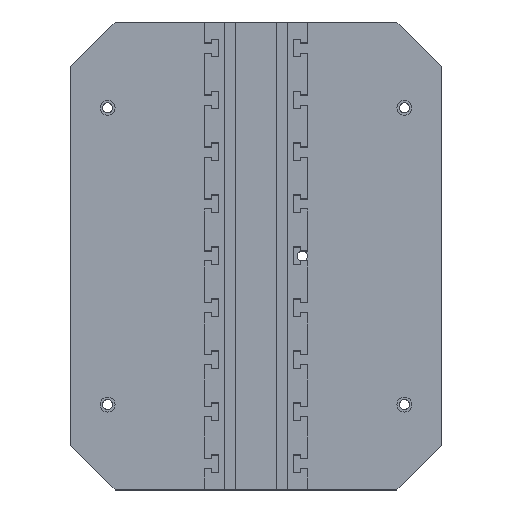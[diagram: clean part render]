
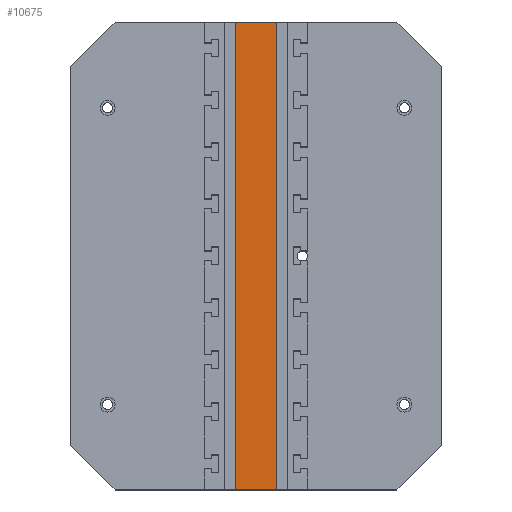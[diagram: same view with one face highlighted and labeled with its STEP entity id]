
A CAD part, top view. The second image highlights one B-rep face of the part: STEP entity #10675.
In plain terms, the highlighted planar face has unit normal (0, 0, 1).
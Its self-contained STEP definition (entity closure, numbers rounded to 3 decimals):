
#7527=EDGE_CURVE('',#13999,#13667,#20379,.T.);
#10227=VERTEX_POINT('',#23334);
#10675=ADVANCED_FACE('',(#23879),#23880,.T.);
#12177=EDGE_CURVE('',#13999,#13789,#25528,.T.);
#12969=EDGE_CURVE('',#10227,#13667,#26406,.T.);
#13667=VERTEX_POINT('',#27198);
#13789=VERTEX_POINT('',#27333);
#13999=VERTEX_POINT('',#27562);
#18739=EDGE_CURVE('',#10227,#13789,#32776,.T.);
#20379=LINE('',#34958,#34959);
#23334=CARTESIAN_POINT('',(-28.0,315.0,420.0));
#23879=FACE_OUTER_BOUND('',#40007,.T.);
#23880=PLANE('',#40008);
#25528=LINE('',#42391,#42392);
#26406=LINE('',#43640,#43641);
#27198=CARTESIAN_POINT('',(-28.0,-315.0,420.0));
#27333=CARTESIAN_POINT('',(28.0,315.0,420.0));
#27562=CARTESIAN_POINT('',(28.0,-315.0,420.0));
#32776=LINE('',#52741,#52742);
#34958=CARTESIAN_POINT('',(-70.0,-315.0,420.0));
#34959=VECTOR('',#54650,1.0);
#40007=EDGE_LOOP('',(#58156,#58157,#58158,#58159));
#40008=AXIS2_PLACEMENT_3D('',#58160,#58161,#58162);
#42391=CARTESIAN_POINT('',(28.0,-157.5,420.0));
#42392=VECTOR('',#59769,1.0);
#43640=CARTESIAN_POINT('',(-28.0,-157.5,420.0));
#43641=VECTOR('',#60673,1.0);
#52741=CARTESIAN_POINT('',(70.0,315.0,420.0));
#52742=VECTOR('',#67202,1.0);
#54650=DIRECTION('',(-1.0,0.0,0.0));
#58156=ORIENTED_EDGE('',*,*,#12969,.T.);
#58157=ORIENTED_EDGE('',*,*,#7527,.F.);
#58158=ORIENTED_EDGE('',*,*,#12177,.T.);
#58159=ORIENTED_EDGE('',*,*,#18739,.F.);
#58160=CARTESIAN_POINT('',(0.,0.,420.0));
#58161=DIRECTION('',(0.0,0.0,1.0));
#58162=DIRECTION('',(1.0,0.0,0.0));
#59769=DIRECTION('',(0.0,1.0,0.0));
#60673=DIRECTION('',(0.0,-1.0,0.0));
#67202=DIRECTION('',(1.0,0.0,0.0));
